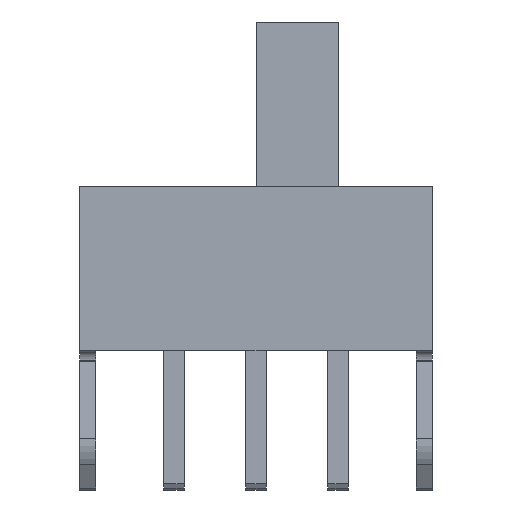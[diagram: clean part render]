
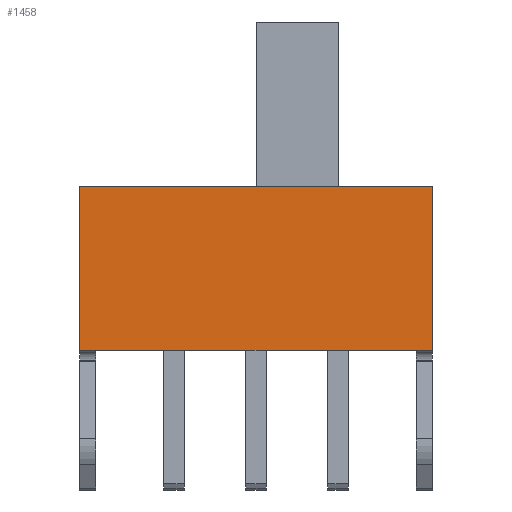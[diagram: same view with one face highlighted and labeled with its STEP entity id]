
A CAD part, top view. The second image highlights one B-rep face of the part: STEP entity #1458.
In plain terms, the highlighted planar face has unit normal (0, 0, 1).
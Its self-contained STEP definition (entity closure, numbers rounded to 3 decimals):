
#32 = LINE ( 'NONE', #637, #1498 ) ;
#41 = ORIENTED_EDGE ( 'NONE', *, *, #1327, .F. ) ;
#64 = CARTESIAN_POINT ( 'NONE',  ( -4.3, 4., 2.15 ) ) ;
#93 = VERTEX_POINT ( 'NONE', #1353 ) ;
#114 = EDGE_CURVE ( 'NONE', #1985, #1471, #1260, .T. ) ;
#124 = VECTOR ( 'NONE', #534, 1000. ) ;
#195 = LINE ( 'NONE', #64, #124 ) ;
#205 = EDGE_CURVE ( 'NONE', #1859, #1471, #32, .T. ) ;
#250 = DIRECTION ( 'NONE',  ( 0., 0., -1. ) ) ;
#252 = EDGE_LOOP ( 'NONE', ( #467, #1651, #41, #1932 ) ) ;
#467 = ORIENTED_EDGE ( 'NONE', *, *, #205, .T. ) ;
#518 = CARTESIAN_POINT ( 'NONE',  ( -4.3, 4., 2.15 ) ) ;
#534 = DIRECTION ( 'NONE',  ( 1., 0., 0. ) ) ;
#565 = FACE_OUTER_BOUND ( 'NONE', #252, .T. ) ;
#576 = AXIS2_PLACEMENT_3D ( 'NONE', #1488, #250, #708 ) ;
#637 = CARTESIAN_POINT ( 'NONE',  ( -4.3, 0., 2.15 ) ) ;
#655 = DIRECTION ( 'NONE',  ( 0., -1., 0. ) ) ;
#696 = PLANE ( 'NONE',  #576 ) ;
#708 = DIRECTION ( 'NONE',  ( -1., 0., 0. ) ) ;
#857 = VECTOR ( 'NONE', #1596, 1000. ) ;
#947 = EDGE_CURVE ( 'NONE', #93, #1859, #1903, .T. ) ;
#1032 = CARTESIAN_POINT ( 'NONE',  ( -4.3, 0., 2.15 ) ) ;
#1089 = DIRECTION ( 'NONE',  ( 1., 0., 0. ) ) ;
#1100 = CARTESIAN_POINT ( 'NONE',  ( 4.3, 4., 2.15 ) ) ;
#1260 = LINE ( 'NONE', #1100, #1812 ) ;
#1327 = EDGE_CURVE ( 'NONE', #93, #1985, #195, .T. ) ;
#1353 = CARTESIAN_POINT ( 'NONE',  ( -4.3, 4., 2.15 ) ) ;
#1458 = ADVANCED_FACE ( 'NONE', ( #565 ), #696, .F. ) ;
#1471 = VERTEX_POINT ( 'NONE', #1947 ) ;
#1488 = CARTESIAN_POINT ( 'NONE',  ( -4.3, 4., 2.15 ) ) ;
#1498 = VECTOR ( 'NONE', #1089, 1000. ) ;
#1596 = DIRECTION ( 'NONE',  ( 0., -1., 0. ) ) ;
#1651 = ORIENTED_EDGE ( 'NONE', *, *, #114, .F. ) ;
#1812 = VECTOR ( 'NONE', #655, 1000. ) ;
#1859 = VERTEX_POINT ( 'NONE', #1032 ) ;
#1861 = CARTESIAN_POINT ( 'NONE',  ( 4.3, 4., 2.15 ) ) ;
#1903 = LINE ( 'NONE', #518, #857 ) ;
#1932 = ORIENTED_EDGE ( 'NONE', *, *, #947, .T. ) ;
#1947 = CARTESIAN_POINT ( 'NONE',  ( 4.3, 0., 2.15 ) ) ;
#1985 = VERTEX_POINT ( 'NONE', #1861 ) ;
